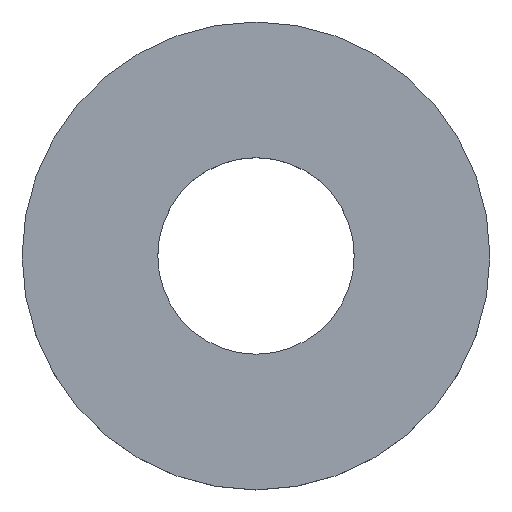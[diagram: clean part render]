
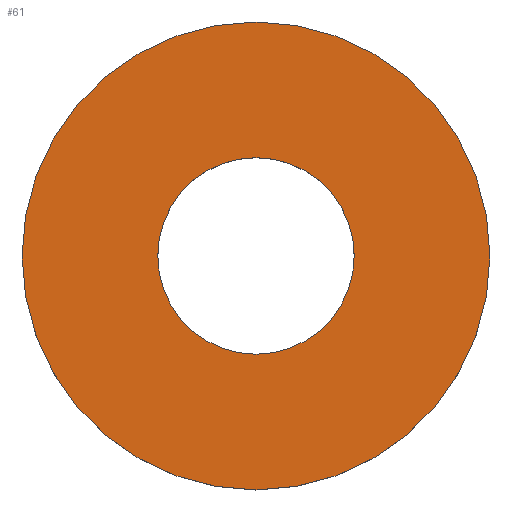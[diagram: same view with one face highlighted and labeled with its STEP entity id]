
A CAD part, top view. The second image highlights one B-rep face of the part: STEP entity #61.
In plain terms, the highlighted planar face has unit normal (0, 0, 1).
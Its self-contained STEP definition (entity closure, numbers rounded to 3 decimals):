
#57=EDGE_CURVE('',#89,#85,#127,.T.);
#61=ADVANCED_FACE('',(#131,#132),#133,.T.);
#69=EDGE_CURVE('',#85,#89,#142,.T.);
#73=EDGE_CURVE('',#75,#103,#146,.T.);
#75=VERTEX_POINT('',#148);
#85=VERTEX_POINT('',#160);
#89=VERTEX_POINT('',#164);
#93=EDGE_CURVE('',#103,#75,#168,.T.);
#103=VERTEX_POINT('',#181);
#127=CIRCLE('',#198,10.5);
#131=FACE_OUTER_BOUND('',#203,.T.);
#132=FACE_BOUND('',#204,.T.);
#133=PLANE('',#205);
#142=CIRCLE('',#219,10.5);
#146=CIRCLE('',#225,25.0);
#148=CARTESIAN_POINT('',(-25.0,0.,6.));
#160=CARTESIAN_POINT('',(10.5,0.,6.));
#164=CARTESIAN_POINT('',(-10.5,0.,6.));
#168=CIRCLE('',#251,25.0);
#181=CARTESIAN_POINT('',(25.0,0.,6.));
#198=AXIS2_PLACEMENT_3D('',#271,#272,#273);
#203=EDGE_LOOP('',(#278,#279));
#204=EDGE_LOOP('',(#280,#281));
#205=AXIS2_PLACEMENT_3D('',#282,#283,#284);
#219=AXIS2_PLACEMENT_3D('',#295,#296,#297);
#225=AXIS2_PLACEMENT_3D('',#301,#302,#303);
#251=AXIS2_PLACEMENT_3D('',#324,#325,#326);
#271=CARTESIAN_POINT('',(0.,0.,6.));
#272=DIRECTION('',(0.0,0.0,-1.0));
#273=DIRECTION('',(1.0,0.,0.0));
#278=ORIENTED_EDGE('',*,*,#93,.F.);
#279=ORIENTED_EDGE('',*,*,#73,.F.);
#280=ORIENTED_EDGE('',*,*,#69,.T.);
#281=ORIENTED_EDGE('',*,*,#57,.T.);
#282=CARTESIAN_POINT('',(17.75,0.,6.));
#283=DIRECTION('',(0.0,0.0,1.0));
#284=DIRECTION('',(1.0,0.0,0.0));
#295=CARTESIAN_POINT('',(0.,0.,6.));
#296=DIRECTION('',(0.0,0.0,-1.0));
#297=DIRECTION('',(1.0,0.,0.0));
#301=CARTESIAN_POINT('',(0.,0.,6.));
#302=DIRECTION('',(0.0,0.0,-1.0));
#303=DIRECTION('',(1.0,0.,0.0));
#324=CARTESIAN_POINT('',(0.,0.,6.));
#325=DIRECTION('',(0.0,0.0,-1.0));
#326=DIRECTION('',(1.0,0.,0.0));
